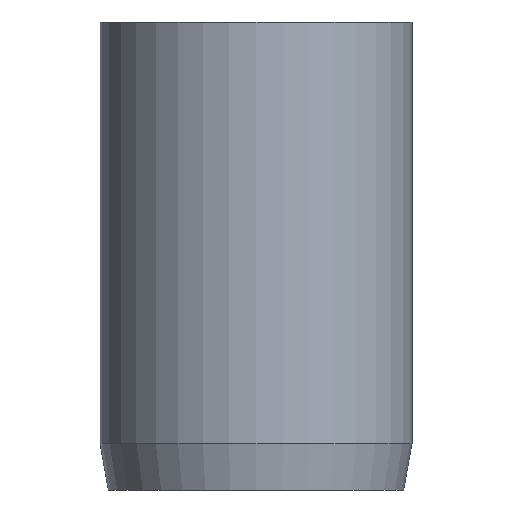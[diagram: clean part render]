
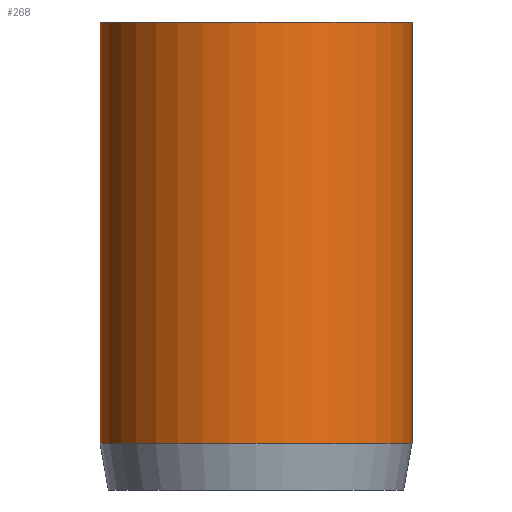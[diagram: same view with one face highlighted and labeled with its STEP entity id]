
A CAD part, front view. The second image highlights one B-rep face of the part: STEP entity #268.
In plain terms, the highlighted cylindrical face has radius 5 mm (diameter 10 mm), a partial arc.
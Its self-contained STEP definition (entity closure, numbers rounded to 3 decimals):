
#2 = CIRCLE ( 'NONE', #748, 5. ) ;
#40 = LINE ( 'NONE', #550, #549 ) ;
#51 = DIRECTION ( 'NONE',  ( 0., 0., 1. ) ) ;
#74 = AXIS2_PLACEMENT_3D ( 'NONE', #220, #912, #422 ) ;
#104 = VECTOR ( 'NONE', #1021, 1000. ) ;
#115 = VERTEX_POINT ( 'NONE', #854 ) ;
#146 = ORIENTED_EDGE ( 'NONE', *, *, #863, .F. ) ;
#192 = CYLINDRICAL_SURFACE ( 'NONE', #74, 5. ) ;
#220 = CARTESIAN_POINT ( 'NONE',  ( 0., 0., 15. ) ) ;
#226 = FACE_OUTER_BOUND ( 'NONE', #603, .T. ) ;
#238 = ORIENTED_EDGE ( 'NONE', *, *, #939, .T. ) ;
#255 = CARTESIAN_POINT ( 'NONE',  ( 5., 0., 15. ) ) ;
#268 = ADVANCED_FACE ( 'NONE', ( #226 ), #192, .T. ) ;
#323 = CIRCLE ( 'NONE', #424, 5. ) ;
#342 = CARTESIAN_POINT ( 'NONE',  ( -5., 0., 1.5 ) ) ;
#401 = CARTESIAN_POINT ( 'NONE',  ( -5., 0., 15. ) ) ;
#422 = DIRECTION ( 'NONE',  ( -1., 0., 0. ) ) ;
#424 = AXIS2_PLACEMENT_3D ( 'NONE', #625, #51, #707 ) ;
#471 = DIRECTION ( 'NONE',  ( 0., 0., -1. ) ) ;
#496 = DIRECTION ( 'NONE',  ( 0., 0., 1. ) ) ;
#529 = ORIENTED_EDGE ( 'NONE', *, *, #896, .F. ) ;
#549 = VECTOR ( 'NONE', #471, 1000. ) ;
#550 = CARTESIAN_POINT ( 'NONE',  ( -5., 0., 15. ) ) ;
#603 = EDGE_LOOP ( 'NONE', ( #146, #529, #1043, #238 ) ) ;
#625 = CARTESIAN_POINT ( 'NONE',  ( 0., 0., 15. ) ) ;
#665 = VERTEX_POINT ( 'NONE', #860 ) ;
#707 = DIRECTION ( 'NONE',  ( 1., 0., 0. ) ) ;
#748 = AXIS2_PLACEMENT_3D ( 'NONE', #969, #496, #1051 ) ;
#772 = LINE ( 'NONE', #255, #104 ) ;
#777 = VERTEX_POINT ( 'NONE', #342 ) ;
#854 = CARTESIAN_POINT ( 'NONE',  ( 5., 0., 1.5 ) ) ;
#860 = CARTESIAN_POINT ( 'NONE',  ( 5., 0., 15. ) ) ;
#863 = EDGE_CURVE ( 'NONE', #665, #115, #772, .T. ) ;
#877 = EDGE_CURVE ( 'NONE', #975, #777, #40, .T. ) ;
#896 = EDGE_CURVE ( 'NONE', #975, #665, #323, .T. ) ;
#912 = DIRECTION ( 'NONE',  ( 0., 0., -1. ) ) ;
#939 = EDGE_CURVE ( 'NONE', #777, #115, #2, .T. ) ;
#969 = CARTESIAN_POINT ( 'NONE',  ( 0., 0., 1.5 ) ) ;
#975 = VERTEX_POINT ( 'NONE', #401 ) ;
#1021 = DIRECTION ( 'NONE',  ( 0., 0., -1. ) ) ;
#1043 = ORIENTED_EDGE ( 'NONE', *, *, #877, .T. ) ;
#1051 = DIRECTION ( 'NONE',  ( 1., 0., 0. ) ) ;
